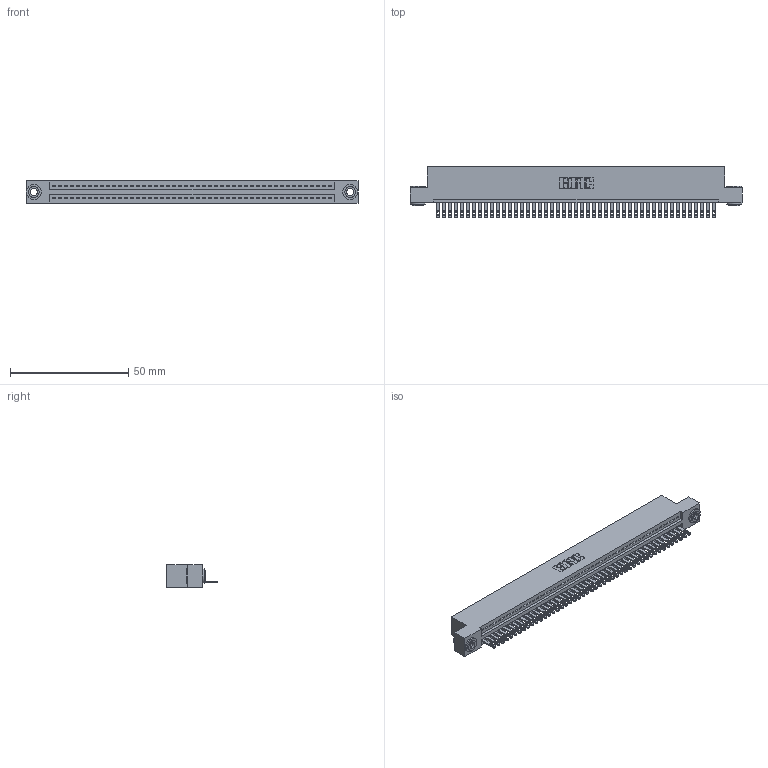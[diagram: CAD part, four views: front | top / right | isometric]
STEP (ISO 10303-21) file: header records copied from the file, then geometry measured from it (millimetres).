
FILE_DESCRIPTION (( 'STEP AP203' ), '1' );
FILE_NAME ('895-047-500-103.STEP', '2020-09-27T05:50:50', ( '' ), ( '' ), 'SwSTEP 2.0', 'SolidWorks 2020', '' );
FILE_SCHEMA (( 'CONFIG_CONTROL_DESIGN' ));
Length unit declared in the file: inch
Products named in the file (4): 345-250-002_345-250-002-102; 895-047-500-103; 345-292-001_345-293-100; 845 Part_Flush Mounting Lugs - 0.156 Dia-TH
Assembly tree (50 placements, depth 2):
  895-047-500-103
    845 Part_Flush Mounting Lugs - 0.156 Dia-TH
    345-292-001_345-293-100  x47
    345-250-002_345-250-002-102  x2
Bounding box: 140.59 x 21.51 x 9.4 mm (x, y, z)
Volume: 13442.7 mm3; surface area: 18252.2 mm2
Topology: 50 solids, 50 shells, 2702 faces, 8313 edges, 5538 vertices
Faces by surface type: plane 1688, cylinder 1006, cone 8
Entity records: 35280 total; most frequent: CARTESIAN_POINT 6088, ORIENTED_EDGE 6062, DIRECTION 5343, EDGE_CURVE 3031, LINE 2683, VECTOR 2683, VERTEX_POINT 2018, AXIS2_PLACEMENT_3D 1330
